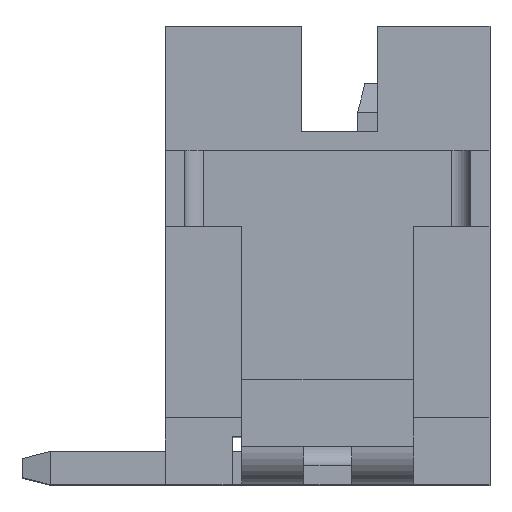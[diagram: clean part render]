
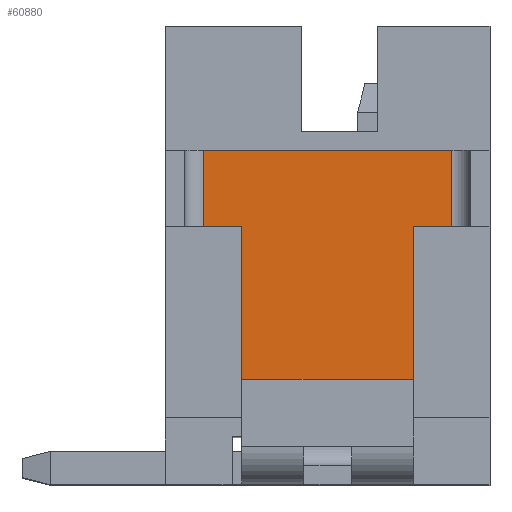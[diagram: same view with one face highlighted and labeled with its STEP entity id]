
A CAD part, top view. The second image highlights one B-rep face of the part: STEP entity #60880.
In plain terms, the highlighted planar face has unit normal (0, 0, 1).
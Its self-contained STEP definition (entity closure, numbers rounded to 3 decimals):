
#55150=CARTESIAN_POINT('',(0.783,1.47,7.9));
#55160=VERTEX_POINT('',#55150);
#55190=CARTESIAN_POINT('',(-1.817,1.47,7.9));
#55200=DIRECTION('',(1.,0.,0.));
#55210=VECTOR('',#55200,1.);
#55220=LINE('',#55190,#55210);
#55230=CARTESIAN_POINT('',(-1.817,1.47,7.9));
#55240=VERTEX_POINT('',#55230);
#55250=EDGE_CURVE('',#55240,#55160,#55220,.T.);
#56200=CARTESIAN_POINT('',(0.783,0.67,7.9));
#56210=VERTEX_POINT('',#56200);
#56240=CARTESIAN_POINT('',(0.783,1.47,7.9));
#56250=DIRECTION('',(0.,-1.,0.));
#56260=VECTOR('',#56250,1.);
#56270=LINE('',#56240,#56260);
#56280=EDGE_CURVE('',#55160,#56210,#56270,.T.);
#56680=CARTESIAN_POINT('',(0.683,0.67,7.9));
#56690=VERTEX_POINT('',#56680);
#56720=CARTESIAN_POINT('',(0.683,0.67,7.9));
#56730=DIRECTION('',(1.,0.,0.));
#56740=VECTOR('',#56730,1.);
#56750=LINE('',#56720,#56740);
#56760=EDGE_CURVE('',#56690,#56210,#56750,.T.);
#58480=CARTESIAN_POINT('',(0.483,-1.03,7.9));
#58490=VERTEX_POINT('',#58480);
#58520=CARTESIAN_POINT('',(0.469,-0.83,7.9));
#58530=DIRECTION('',(0.,0.,1.));
#58540=DIRECTION('',(0.071,-0.998,
0.));
#58550=AXIS2_PLACEMENT_3D('',#58520,#58530,#58540);
#58560=CIRCLE('',#58550,0.2);
#58570=CARTESIAN_POINT('',(0.665,-0.87,7.9));
#58580=VERTEX_POINT('',#58570);
#58590=EDGE_CURVE('',#58490,#58580,#58560,.T.);
#58820=CARTESIAN_POINT('',(0.383,-1.03,7.9));
#58830=VERTEX_POINT('',#58820);
#58860=CARTESIAN_POINT('',(0.483,-1.03,7.9));
#58870=DIRECTION('',(-1.,0.,0.));
#58880=VECTOR('',#58870,1.);
#58890=LINE('',#58860,#58880);
#58900=EDGE_CURVE('',#58490,#58830,#58890,.T.);
#58950=CARTESIAN_POINT('',(-2.217,1.47,7.9));
#58960=DIRECTION('',(0.,0.,-1.));
#58970=DIRECTION('',(0.,1.,0.));
#58980=AXIS2_PLACEMENT_3D('',#58950,#58960,#58970);
#58990=PLANE('',#58980);
#59000=CARTESIAN_POINT('',(-1.417,-1.03,7.9));
#59010=DIRECTION('',(-1.,0.,0.));
#59020=VECTOR('',#59010,1.);
#59030=LINE('',#59000,#59020);
#59040=CARTESIAN_POINT('',(-1.417,-1.03,7.9));
#59050=VERTEX_POINT('',#59040);
#59060=CARTESIAN_POINT('',(-1.517,-1.03,7.9));
#59070=VERTEX_POINT('',#59060);
#59080=EDGE_CURVE('',#59050,#59070,#59030,.T.);
#59090=ORIENTED_EDGE('',*,*,#59080,.F.);
#59100=CARTESIAN_POINT('',(-1.503,-0.83,7.9));
#59110=DIRECTION('',(0.,0.,1.));
#59120=DIRECTION('',(-0.981,-0.196,0.));
#59130=AXIS2_PLACEMENT_3D('',#59100,#59110,#59120);
#59140=CIRCLE('',#59130,0.2);
#59150=CARTESIAN_POINT('',(-1.699,-0.87,7.9));
#59160=VERTEX_POINT('',#59150);
#59170=EDGE_CURVE('',#59160,#59070,#59140,.T.);
#59180=ORIENTED_EDGE('',*,*,#59170,.T.);
#59190=CARTESIAN_POINT('',(-1.717,-0.78,7.9));
#59200=DIRECTION('',(0.196,-0.981,0.));
#59210=VECTOR('',#59200,1.);
#59220=LINE('',#59190,#59210);
#59230=CARTESIAN_POINT('',(-1.717,-0.78,7.9));
#59240=VERTEX_POINT('',#59230);
#59250=EDGE_CURVE('',#59240,#59160,#59220,.T.);
#59260=ORIENTED_EDGE('',*,*,#59250,.T.);
#59270=CARTESIAN_POINT('',(-1.717,-0.53,7.9));
#59280=DIRECTION('',(0.,-1.,0.));
#59290=VECTOR('',#59280,1.);
#59300=LINE('',#59270,#59290);
#59310=CARTESIAN_POINT('',(-1.717,-0.53,7.9));
#59320=VERTEX_POINT('',#59310);
#59330=EDGE_CURVE('',#59320,#59240,#59300,.T.);
#59340=ORIENTED_EDGE('',*,*,#59330,.T.);
#59350=CARTESIAN_POINT('',(-1.717,-0.53,7.9));
#59360=DIRECTION('',(1.,0.,0.));
#59370=VECTOR('',#59360,1.);
#59380=LINE('',#59350,#59370);
#59390=CARTESIAN_POINT('',(-1.667,-0.53,7.9));
#59400=VERTEX_POINT('',#59390);
#59410=EDGE_CURVE('',#59320,#59400,#59380,.T.);
#59420=ORIENTED_EDGE('',*,*,#59410,.F.);
#59430=CARTESIAN_POINT('',(-1.717,-0.364,7.9));
#59440=DIRECTION('',(0.287,-0.958,0.));
#59450=VECTOR('',#59440,1.);
#59460=LINE('',#59430,#59450);
#59470=CARTESIAN_POINT('',(-1.717,-0.364,7.9));
#59480=VERTEX_POINT('',#59470);
#59490=EDGE_CURVE('',#59480,#59400,#59460,.T.);
#59500=ORIENTED_EDGE('',*,*,#59490,.T.);
#59510=CARTESIAN_POINT('',(-1.717,-0.03,7.9));
#59520=DIRECTION('',(0.,-1.,0.));
#59530=VECTOR('',#59520,1.);
#59540=LINE('',#59510,#59530);
#59550=CARTESIAN_POINT('',(-1.717,-0.03,7.9));
#59560=VERTEX_POINT('',#59550);
#59570=EDGE_CURVE('',#59560,#59480,#59540,.T.);
#59580=ORIENTED_EDGE('',*,*,#59570,.T.);
#59590=CARTESIAN_POINT('',(-1.717,-0.03,7.9));
#59600=DIRECTION('',(1.,0.,0.));
#59610=VECTOR('',#59600,1.);
#59620=LINE('',#59590,#59610);
#59630=CARTESIAN_POINT('',(-1.667,-0.03,7.9));
#59640=VERTEX_POINT('',#59630);
#59650=EDGE_CURVE('',#59560,#59640,#59620,.T.);
#59660=ORIENTED_EDGE('',*,*,#59650,.F.);
#59670=CARTESIAN_POINT('',(-1.667,-0.03,7.9));
#59680=DIRECTION('',(0.,1.,0.));
#59690=VECTOR('',#59680,1.);
#59700=LINE('',#59670,#59690);
#59710=CARTESIAN_POINT('',(-1.667,0.67,7.9));
#59720=VERTEX_POINT('',#59710);
#59730=EDGE_CURVE('',#59640,#59720,#59700,.T.);
#59740=ORIENTED_EDGE('',*,*,#59730,.F.);
#59750=CARTESIAN_POINT('',(-1.717,0.67,7.9));
#59760=DIRECTION('',(1.,0.,0.));
#59770=VECTOR('',#59760,1.);
#59780=LINE('',#59750,#59770);
#59790=CARTESIAN_POINT('',(-1.717,0.67,7.9));
#59800=VERTEX_POINT('',#59790);
#59810=EDGE_CURVE('',#59800,#59720,#59780,.T.);
#59820=ORIENTED_EDGE('',*,*,#59810,.T.);
#59830=CARTESIAN_POINT('',(-1.817,0.67,7.9));
#59840=DIRECTION('',(1.,0.,0.));
#59850=VECTOR('',#59840,1.);
#59860=LINE('',#59830,#59850);
#59870=CARTESIAN_POINT('',(-1.817,0.67,7.9));
#59880=VERTEX_POINT('',#59870);
#59890=EDGE_CURVE('',#59880,#59800,#59860,.T.);
#59900=ORIENTED_EDGE('',*,*,#59890,.T.);
#59910=CARTESIAN_POINT('',(-1.817,0.67,7.9));
#59920=DIRECTION('',(0.,1.,0.));
#59930=VECTOR('',#59920,1.);
#59940=LINE('',#59910,#59930);
#59950=EDGE_CURVE('',#59880,#55240,#59940,.T.);
#59960=ORIENTED_EDGE('',*,*,#59950,.F.);
#59970=ORIENTED_EDGE('',*,*,#55250,.F.);
#59980=ORIENTED_EDGE('',*,*,#56280,.F.);
#59990=ORIENTED_EDGE('',*,*,#56760,.T.);
#60000=CARTESIAN_POINT('',(0.633,0.67,7.9));
#60010=DIRECTION('',(1.,0.,0.));
#60020=VECTOR('',#60010,1.);
#60030=LINE('',#60000,#60020);
#60040=CARTESIAN_POINT('',(0.633,0.67,7.9));
#60050=VERTEX_POINT('',#60040);
#60060=EDGE_CURVE('',#60050,#56690,#60030,.T.);
#60070=ORIENTED_EDGE('',*,*,#60060,.T.);
#60080=CARTESIAN_POINT('',(0.633,0.67,7.9));
#60090=DIRECTION('',(0.,-1.,0.));
#60100=VECTOR('',#60090,1.);
#60110=LINE('',#60080,#60100);
#60120=CARTESIAN_POINT('',(0.633,-0.03,7.9));
#60130=VERTEX_POINT('',#60120);
#60140=EDGE_CURVE('',#60050,#60130,#60110,.T.);
#60150=ORIENTED_EDGE('',*,*,#60140,.F.);
#60160=CARTESIAN_POINT('',(0.633,-0.03,7.9));
#60170=DIRECTION('',(1.,0.,0.));
#60180=VECTOR('',#60170,1.);
#60190=LINE('',#60160,#60180);
#60200=CARTESIAN_POINT('',(0.683,-0.03,7.9));
#60210=VERTEX_POINT('',#60200);
#60220=EDGE_CURVE('',#60130,#60210,#60190,.T.);
#60230=ORIENTED_EDGE('',*,*,#60220,.F.);
#60240=CARTESIAN_POINT('',(0.683,-0.364,7.9));
#60250=DIRECTION('',(0.,1.,0.));
#60260=VECTOR('',#60250,1.);
#60270=LINE('',#60240,#60260);
#60280=CARTESIAN_POINT('',(0.683,-0.364,7.9));
#60290=VERTEX_POINT('',#60280);
#60300=EDGE_CURVE('',#60290,#60210,#60270,.T.);
#60310=ORIENTED_EDGE('',*,*,#60300,.T.);
#60320=CARTESIAN_POINT('',(0.633,-0.53,7.9));
#60330=DIRECTION('',(0.287,0.958,0.));
#60340=VECTOR('',#60330,1.);
#60350=LINE('',#60320,#60340);
#60360=CARTESIAN_POINT('',(0.633,-0.53,7.9));
#60370=VERTEX_POINT('',#60360);
#60380=EDGE_CURVE('',#60370,#60290,#60350,.T.);
#60390=ORIENTED_EDGE('',*,*,#60380,.T.);
#60400=CARTESIAN_POINT('',(0.633,-0.53,7.9));
#60410=DIRECTION('',(1.,0.,0.));
#60420=VECTOR('',#60410,1.);
#60430=LINE('',#60400,#60420);
#60440=CARTESIAN_POINT('',(0.683,-0.53,7.9));
#60450=VERTEX_POINT('',#60440);
#60460=EDGE_CURVE('',#60370,#60450,#60430,.T.);
#60470=ORIENTED_EDGE('',*,*,#60460,.F.);
#60480=CARTESIAN_POINT('',(0.683,-0.78,7.9));
#60490=DIRECTION('',(0.,1.,0.));
#60500=VECTOR('',#60490,1.);
#60510=LINE('',#60480,#60500);
#60520=CARTESIAN_POINT('',(0.683,-0.78,7.9));
#60530=VERTEX_POINT('',#60520);
#60540=EDGE_CURVE('',#60530,#60450,#60510,.T.);
#60550=ORIENTED_EDGE('',*,*,#60540,.T.);
#60560=CARTESIAN_POINT('',(0.665,-0.87,7.9));
#60570=DIRECTION('',(0.196,0.981,0.));
#60580=VECTOR('',#60570,1.);
#60590=LINE('',#60560,#60580);
#60600=EDGE_CURVE('',#58580,#60530,#60590,.T.);
#60610=ORIENTED_EDGE('',*,*,#60600,.T.);
#60620=ORIENTED_EDGE('',*,*,#58590,.T.);
#60630=ORIENTED_EDGE('',*,*,#58900,.F.);
#60640=CARTESIAN_POINT('',(0.383,-1.03,7.9));
#60650=DIRECTION('',(0.,-1.,0.));
#60660=VECTOR('',#60650,1.);
#60670=LINE('',#60640,#60660);
#60680=CARTESIAN_POINT('',(0.383,-1.63,7.9));
#60690=VERTEX_POINT('',#60680);
#60700=EDGE_CURVE('',#58830,#60690,#60670,.T.);
#60710=ORIENTED_EDGE('',*,*,#60700,.F.);
#60720=CARTESIAN_POINT('',(0.383,-1.63,7.9));
#60730=DIRECTION('',(-1.,0.,0.));
#60740=VECTOR('',#60730,1.);
#60750=LINE('',#60720,#60740);
#60760=CARTESIAN_POINT('',(-1.417,-1.63,7.9));
#60770=VERTEX_POINT('',#60760);
#60780=EDGE_CURVE('',#60690,#60770,#60750,.T.);
#60790=ORIENTED_EDGE('',*,*,#60780,.F.);
#60800=CARTESIAN_POINT('',(-1.417,-1.63,7.9));
#60810=DIRECTION('',(0.,1.,0.));
#60820=VECTOR('',#60810,1.);
#60830=LINE('',#60800,#60820);
#60840=EDGE_CURVE('',#60770,#59050,#60830,.T.);
#60850=ORIENTED_EDGE('',*,*,#60840,.F.);
#60860=EDGE_LOOP('',(#60850,#60790,#60710,#60630,#60620,#60610,#60550,
#60470,#60390,#60310,#60230,#60150,#60070,#59990,#59980,#59970,#59960,
#59900,#59820,#59740,#59660,#59580,#59500,#59420,#59340,#59260,#59180,
#59090));
#60870=FACE_OUTER_BOUND('',#60860,.T.);
#60880=ADVANCED_FACE('',(#60870),#58990,.F.);
